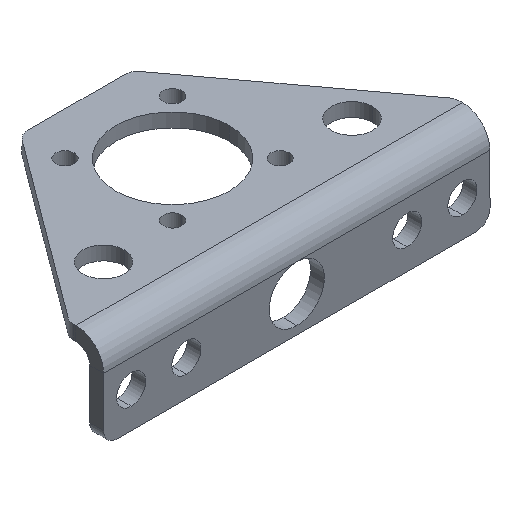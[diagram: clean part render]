
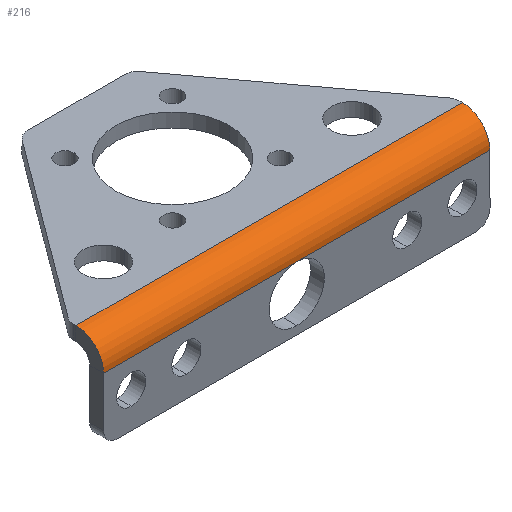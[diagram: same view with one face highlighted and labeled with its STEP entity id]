
A CAD part, isometric view. The second image highlights one B-rep face of the part: STEP entity #216.
In plain terms, the highlighted cylindrical face has radius 6.35 mm (diameter 12.7 mm), a partial arc.
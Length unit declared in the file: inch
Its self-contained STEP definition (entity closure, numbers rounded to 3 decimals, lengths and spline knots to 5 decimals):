
#92 = EDGE_CURVE ( 'NONE', #401, #204, #900, .T. ) ;
#94 = VERTEX_POINT ( 'NONE', #740 ) ;
#95 = EDGE_CURVE ( 'NONE', #94, #180, #869, .T. ) ;
#113 = ORIENTED_EDGE ( 'NONE', *, *, #190, .T. ) ;
#180 = VERTEX_POINT ( 'NONE', #890 ) ;
#188 = EDGE_LOOP ( 'NONE', ( #218, #215, #217, #113, #213 ) ) ;
#190 = EDGE_CURVE ( 'NONE', #515, #204, #934, .T. ) ;
#204 = VERTEX_POINT ( 'NONE', #1019 ) ;
#213 = ORIENTED_EDGE ( 'NONE', *, *, #92, .F. ) ;
#215 = ORIENTED_EDGE ( 'NONE', *, *, #95, .F. ) ;
#216 = ADVANCED_FACE ( 'NONE', ( #915 ), #971, .T. ) ;
#217 = ORIENTED_EDGE ( 'NONE', *, *, #219, .T. ) ;
#218 = ORIENTED_EDGE ( 'NONE', *, *, #347, .F. ) ;
#219 = EDGE_CURVE ( 'NONE', #94, #515, #993, .T. ) ;
#347 = EDGE_CURVE ( 'NONE', #180, #401, #1237, .T. ) ;
#401 = VERTEX_POINT ( 'NONE', #1245 ) ;
#515 = VERTEX_POINT ( 'NONE', #1394 ) ;
#730 = DIRECTION ( 'NONE',  ( -1., 0., 0. ) ) ;
#731 = CARTESIAN_POINT ( 'NONE',  ( -1.75, -0.875, -0.25 ) ) ;
#740 = CARTESIAN_POINT ( 'NONE',  ( -1.75, -1.125, -0.25 ) ) ;
#751 = AXIS2_PLACEMENT_3D ( 'NONE', #834, #814, #887 ) ;
#814 = DIRECTION ( 'NONE',  ( 1., 0., 0. ) ) ;
#824 = DIRECTION ( 'NONE',  ( 0., 0., 1. ) ) ;
#834 = CARTESIAN_POINT ( 'NONE',  ( 1.75, -0.875, -0.25 ) ) ;
#868 = AXIS2_PLACEMENT_3D ( 'NONE', #731, #730, #824 ) ;
#869 = CIRCLE ( 'NONE', #868, 0.25 ) ;
#887 = DIRECTION ( 'NONE',  ( 0., 0., 1. ) ) ;
#890 = CARTESIAN_POINT ( 'NONE',  ( -1.75, -0.875, 0. ) ) ;
#900 = CIRCLE ( 'NONE', #751, 0.25 ) ;
#913 = AXIS2_PLACEMENT_3D ( 'NONE', #976, #1006, #1005 ) ;
#915 = FACE_OUTER_BOUND ( 'NONE', #188, .T. ) ;
#930 = VECTOR ( 'NONE', #969, 39.37008 ) ;
#931 = VECTOR ( 'NONE', #995, 39.37008 ) ;
#933 = CARTESIAN_POINT ( 'NONE',  ( 1.75, -1.125, -0.25 ) ) ;
#934 = LINE ( 'NONE', #933, #931 ) ;
#969 = DIRECTION ( 'NONE',  ( 1., 0., 0. ) ) ;
#970 = CARTESIAN_POINT ( 'NONE',  ( 1.75, -1.125, -0.25 ) ) ;
#971 = CYLINDRICAL_SURFACE ( 'NONE', #913, 0.25 ) ;
#976 = CARTESIAN_POINT ( 'NONE',  ( -1.75, -0.875, -0.25 ) ) ;
#993 = LINE ( 'NONE', #970, #930 ) ;
#995 = DIRECTION ( 'NONE',  ( 1., 0., 0. ) ) ;
#1005 = DIRECTION ( 'NONE',  ( 0., -1., 0. ) ) ;
#1006 = DIRECTION ( 'NONE',  ( -1., 0., 0. ) ) ;
#1019 = CARTESIAN_POINT ( 'NONE',  ( 1.75, -1.125, -0.25 ) ) ;
#1237 = LINE ( 'NONE', #1240, #1239 ) ;
#1238 = DIRECTION ( 'NONE',  ( 1., 0., 0. ) ) ;
#1239 = VECTOR ( 'NONE', #1238, 39.37008 ) ;
#1240 = CARTESIAN_POINT ( 'NONE',  ( -1.75, -0.875, 0. ) ) ;
#1245 = CARTESIAN_POINT ( 'NONE',  ( 1.75, -0.875, 0. ) ) ;
#1394 = CARTESIAN_POINT ( 'NONE',  ( 0., -1.125, -0.25 ) ) ;
